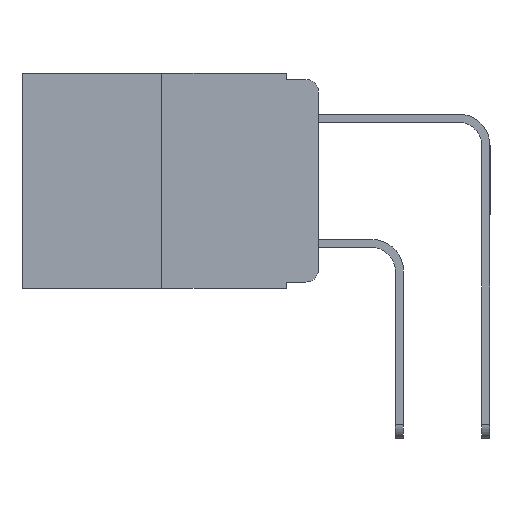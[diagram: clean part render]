
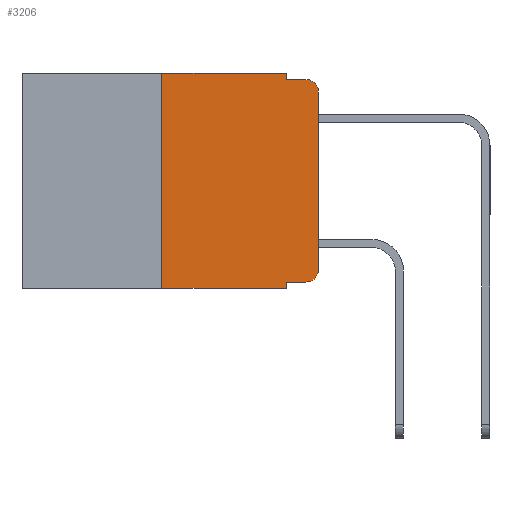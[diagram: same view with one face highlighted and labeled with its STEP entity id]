
A CAD part, left-side view. The second image highlights one B-rep face of the part: STEP entity #3206.
In plain terms, the highlighted planar face has unit normal (-1, 0, 0).
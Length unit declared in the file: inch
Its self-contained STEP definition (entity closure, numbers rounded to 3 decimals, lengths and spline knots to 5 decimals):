
#473 = LINE ( 'NONE', #17492, #3919 ) ;
#475 = VERTEX_POINT ( 'NONE', #17060 ) ;
#849 = CARTESIAN_POINT ( 'NONE',  ( 0., 0.051, -0.333 ) ) ;
#1169 = CARTESIAN_POINT ( 'NONE',  ( 0., 0.473, 0. ) ) ;
#1886 = ORIENTED_EDGE ( 'NONE', *, *, #15627, .T. ) ;
#2114 = ORIENTED_EDGE ( 'NONE', *, *, #4395, .T. ) ;
#2719 = CARTESIAN_POINT ( 'NONE',  ( 0., 0.25, 0. ) ) ;
#2790 = VERTEX_POINT ( 'NONE', #9595 ) ;
#3206 = ADVANCED_FACE ( 'NONE', ( #15665 ), #7549, .F. ) ;
#3740 = ORIENTED_EDGE ( 'NONE', *, *, #11947, .F. ) ;
#3879 = DIRECTION ( 'NONE',  ( -1., 0., 0. ) ) ;
#3880 = DIRECTION ( 'NONE',  ( -1., 0., 0. ) ) ;
#3919 = VECTOR ( 'NONE', #9211, 39.37008 ) ;
#3925 = CARTESIAN_POINT ( 'NONE',  ( 0., 0.051, 0. ) ) ;
#4342 = CARTESIAN_POINT ( 'NONE',  ( 0., 0., -0.313 ) ) ;
#4395 = EDGE_CURVE ( 'NONE', #6856, #12968, #14204, .T. ) ;
#4439 = LINE ( 'NONE', #14216, #11934 ) ;
#4503 = VERTEX_POINT ( 'NONE', #11177 ) ;
#4652 = LINE ( 'NONE', #14754, #7954 ) ;
#4825 = VECTOR ( 'NONE', #11261, 39.37008 ) ;
#5329 = DIRECTION ( 'NONE',  ( 0., -1., 0. ) ) ;
#5584 = VERTEX_POINT ( 'NONE', #10632 ) ;
#5739 = ORIENTED_EDGE ( 'NONE', *, *, #13770, .F. ) ;
#5819 = VECTOR ( 'NONE', #13630, 39.37008 ) ;
#6067 = CARTESIAN_POINT ( 'NONE',  ( 0., 0.051, -0.01 ) ) ;
#6284 = EDGE_CURVE ( 'NONE', #475, #6856, #8681, .T. ) ;
#6388 = DIRECTION ( 'NONE',  ( 0., -1., 0. ) ) ;
#6416 = EDGE_CURVE ( 'NONE', #2790, #12104, #10212, .T. ) ;
#6856 = VERTEX_POINT ( 'NONE', #16360 ) ;
#6926 = VECTOR ( 'NONE', #11171, 39.37008 ) ;
#6998 = AXIS2_PLACEMENT_3D ( 'NONE', #12320, #3880, #13685 ) ;
#7295 = LINE ( 'NONE', #16631, #17462 ) ;
#7531 = DIRECTION ( 'NONE',  ( 1., 0., 0. ) ) ;
#7549 = PLANE ( 'NONE',  #14305 ) ;
#7948 = ORIENTED_EDGE ( 'NONE', *, *, #10039, .F. ) ;
#7954 = VECTOR ( 'NONE', #6388, 39.37008 ) ;
#8007 = CIRCLE ( 'NONE', #6998, 0.02 ) ;
#8170 = EDGE_CURVE ( 'NONE', #475, #9858, #7295, .T. ) ;
#8384 = ORIENTED_EDGE ( 'NONE', *, *, #16756, .T. ) ;
#8671 = DIRECTION ( 'NONE',  ( 0., 0., 1. ) ) ;
#8681 = LINE ( 'NONE', #849, #5819 ) ;
#9023 = ORIENTED_EDGE ( 'NONE', *, *, #16515, .T. ) ;
#9211 = DIRECTION ( 'NONE',  ( 0., 0., -1. ) ) ;
#9568 = LINE ( 'NONE', #12326, #13309 ) ;
#9595 = CARTESIAN_POINT ( 'NONE',  ( 0., 0.25, 0. ) ) ;
#9858 = VERTEX_POINT ( 'NONE', #14986 ) ;
#10039 = EDGE_CURVE ( 'NONE', #4503, #2790, #12740, .T. ) ;
#10212 = LINE ( 'NONE', #1169, #6926 ) ;
#10632 = CARTESIAN_POINT ( 'NONE',  ( 0., 0., -0.03 ) ) ;
#10749 = EDGE_LOOP ( 'NONE', ( #9023, #1886, #5739, #3740, #11276, #7948, #8384, #12567, #16614, #2114 ) ) ;
#11171 = DIRECTION ( 'NONE',  ( 0., -1., 0. ) ) ;
#11174 = VERTEX_POINT ( 'NONE', #6067 ) ;
#11177 = CARTESIAN_POINT ( 'NONE',  ( 0., 0.25, -0.343 ) ) ;
#11261 = DIRECTION ( 'NONE',  ( 0., 0., 1. ) ) ;
#11276 = ORIENTED_EDGE ( 'NONE', *, *, #6416, .F. ) ;
#11934 = VECTOR ( 'NONE', #8671, 39.37008 ) ;
#11947 = EDGE_CURVE ( 'NONE', #12104, #11174, #473, .T. ) ;
#12104 = VERTEX_POINT ( 'NONE', #3925 ) ;
#12319 = CARTESIAN_POINT ( 'NONE',  ( 0., 0.02, -0.313 ) ) ;
#12320 = CARTESIAN_POINT ( 'NONE',  ( 0., 0.02, -0.03 ) ) ;
#12326 = CARTESIAN_POINT ( 'NONE',  ( 0., 0.051, -0.01 ) ) ;
#12567 = ORIENTED_EDGE ( 'NONE', *, *, #8170, .F. ) ;
#12740 = LINE ( 'NONE', #2719, #4825 ) ;
#12883 = CARTESIAN_POINT ( 'NONE',  ( 0., 0.02, -0.01 ) ) ;
#12946 = AXIS2_PLACEMENT_3D ( 'NONE', #12319, #3879, #13683 ) ;
#12968 = VERTEX_POINT ( 'NONE', #4342 ) ;
#12992 = VERTEX_POINT ( 'NONE', #12883 ) ;
#13309 = VECTOR ( 'NONE', #5329, 39.37008 ) ;
#13630 = DIRECTION ( 'NONE',  ( 0., -1., 0. ) ) ;
#13683 = DIRECTION ( 'NONE',  ( 0., 0., -1. ) ) ;
#13685 = DIRECTION ( 'NONE',  ( 0., 0., -1. ) ) ;
#13770 = EDGE_CURVE ( 'NONE', #11174, #12992, #9568, .T. ) ;
#14204 = CIRCLE ( 'NONE', #12946, 0.02 ) ;
#14216 = CARTESIAN_POINT ( 'NONE',  ( 0., 0., 0. ) ) ;
#14305 = AXIS2_PLACEMENT_3D ( 'NONE', #14399, #7531, #14460 ) ;
#14399 = CARTESIAN_POINT ( 'NONE',  ( 0., 0.473, 0. ) ) ;
#14460 = DIRECTION ( 'NONE',  ( 0., 0., -1. ) ) ;
#14754 = CARTESIAN_POINT ( 'NONE',  ( 0., 0.473, -0.343 ) ) ;
#14986 = CARTESIAN_POINT ( 'NONE',  ( 0., 0.051, -0.343 ) ) ;
#15627 = EDGE_CURVE ( 'NONE', #5584, #12992, #8007, .T. ) ;
#15665 = FACE_OUTER_BOUND ( 'NONE', #10749, .T. ) ;
#16360 = CARTESIAN_POINT ( 'NONE',  ( 0., 0.02, -0.333 ) ) ;
#16515 = EDGE_CURVE ( 'NONE', #12968, #5584, #4439, .T. ) ;
#16614 = ORIENTED_EDGE ( 'NONE', *, *, #6284, .T. ) ;
#16631 = CARTESIAN_POINT ( 'NONE',  ( 0., 0.051, 0. ) ) ;
#16756 = EDGE_CURVE ( 'NONE', #4503, #9858, #4652, .T. ) ;
#17060 = CARTESIAN_POINT ( 'NONE',  ( 0., 0.051, -0.333 ) ) ;
#17462 = VECTOR ( 'NONE', #17977, 39.37008 ) ;
#17492 = CARTESIAN_POINT ( 'NONE',  ( 0., 0.051, 0. ) ) ;
#17977 = DIRECTION ( 'NONE',  ( 0., 0., -1. ) ) ;
